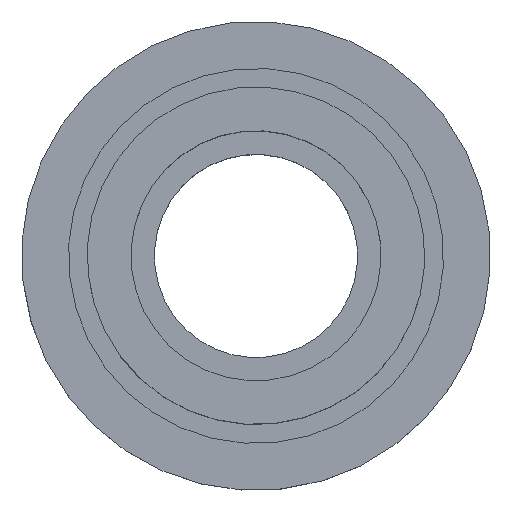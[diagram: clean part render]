
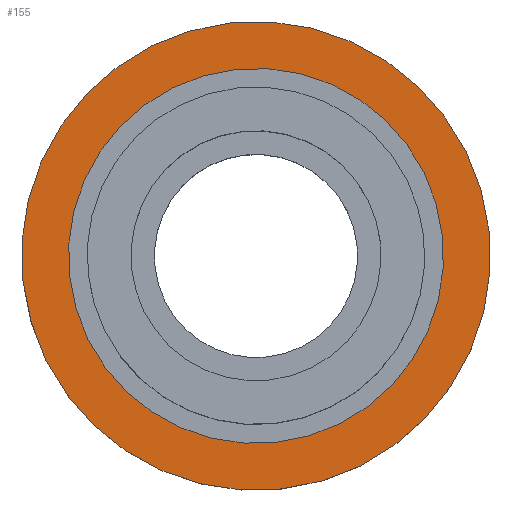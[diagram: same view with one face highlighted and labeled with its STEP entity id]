
A CAD part, top view. The second image highlights one B-rep face of the part: STEP entity #155.
In plain terms, the highlighted planar face has unit normal (0, 0, 1).
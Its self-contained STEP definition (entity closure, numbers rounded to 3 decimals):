
#82 = DIRECTION ( 'NONE',  ( 0., 0., -1. ) ) ;
#91 = ORIENTED_EDGE ( 'NONE', *, *, #592, .F. ) ;
#149 = FACE_OUTER_BOUND ( 'NONE', #235, .T. ) ;
#155 = ADVANCED_FACE ( 'NONE', ( #149, #436 ), #227, .F. ) ;
#158 = AXIS2_PLACEMENT_3D ( 'NONE', #711, #223, #506 ) ;
#174 = VERTEX_POINT ( 'NONE', #805 ) ;
#223 = DIRECTION ( 'NONE',  ( 0., 0., -1. ) ) ;
#227 = PLANE ( 'NONE',  #429 ) ;
#235 = EDGE_LOOP ( 'NONE', ( #91 ) ) ;
#315 = VERTEX_POINT ( 'NONE', #452 ) ;
#369 = CARTESIAN_POINT ( 'NONE',  ( 0., -20., 23. ) ) ;
#429 = AXIS2_PLACEMENT_3D ( 'NONE', #708, #82, #766 ) ;
#436 = FACE_BOUND ( 'NONE', #509, .T. ) ;
#452 = CARTESIAN_POINT ( 'NONE',  ( 20.776, 11.219, 23. ) ) ;
#506 = DIRECTION ( 'NONE',  ( 0.554, 0.832, 0. ) ) ;
#509 = EDGE_LOOP ( 'NONE', ( #776 ) ) ;
#592 = EDGE_CURVE ( 'NONE', #315, #315, #880, .T. ) ;
#683 = AXIS2_PLACEMENT_3D ( 'NONE', #369, #896, #698 ) ;
#698 = DIRECTION ( 'NONE',  ( 0.554, 0.832, 0. ) ) ;
#708 = CARTESIAN_POINT ( 'NONE',  ( 31.219, -40.776, 23. ) ) ;
#711 = CARTESIAN_POINT ( 'NONE',  ( 0., -20., 23. ) ) ;
#750 = CIRCLE ( 'NONE', #683, 28.33 ) ;
#766 = DIRECTION ( 'NONE',  ( 0.554, 0.832, 0. ) ) ;
#776 = ORIENTED_EDGE ( 'NONE', *, *, #844, .T. ) ;
#805 = CARTESIAN_POINT ( 'NONE',  ( 15.696, 3.585, 23. ) ) ;
#844 = EDGE_CURVE ( 'NONE', #174, #174, #750, .T. ) ;
#880 = CIRCLE ( 'NONE', #158, 37.5 ) ;
#896 = DIRECTION ( 'NONE',  ( 0., 0., -1. ) ) ;
